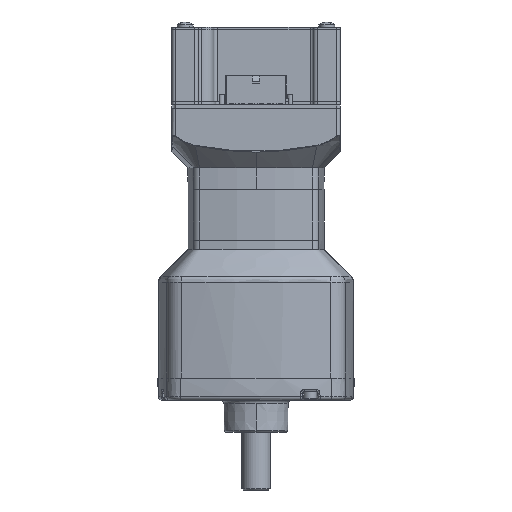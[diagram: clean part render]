
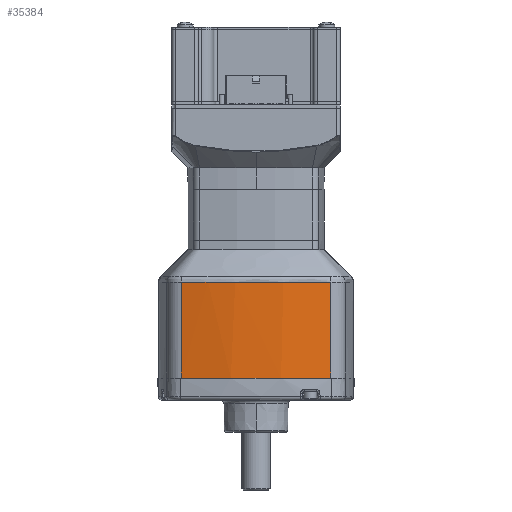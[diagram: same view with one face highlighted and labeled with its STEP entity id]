
A CAD part, front view. The second image highlights one B-rep face of the part: STEP entity #35384.
In plain terms, the highlighted cylindrical face has radius 148.082 mm (diameter 296.164 mm), a partial arc.
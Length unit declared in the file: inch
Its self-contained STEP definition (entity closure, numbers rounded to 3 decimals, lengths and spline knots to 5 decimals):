
#293 = CARTESIAN_POINT ( 'NONE',  ( 1.2508, -1.55627, -0.56235 ) ) ;
#2544 = CARTESIAN_POINT ( 'NONE',  ( -1.27082, -1.55181, -0.56238 ) ) ;
#3097 = CARTESIAN_POINT ( 'NONE',  ( -1.2975, -1.54578, -0.56299 ) ) ;
#3264 = ORIENTED_EDGE ( 'NONE', *, *, #28429, .F. ) ;
#5599 = CARTESIAN_POINT ( 'NONE',  ( 0.43394, -1.67993, -0.56155 ) ) ;
#5698 = EDGE_CURVE ( 'NONE', #23838, #24384, #13029, .T. ) ;
#6818 = DIRECTION ( 'NONE',  ( 0., 0., -1. ) ) ;
#7144 = AXIS2_PLACEMENT_3D ( 'NONE', #30010, #6818, #33921 ) ;
#7378 = LINE ( 'NONE', #8127, #26756 ) ;
#8127 = CARTESIAN_POINT ( 'NONE',  ( 1.2975, -1.54578, 4.2837 ) ) ;
#8189 = CARTESIAN_POINT ( 'NONE',  ( 1.29084, -1.5473, -0.56251 ) ) ;
#9024 = CARTESIAN_POINT ( 'NONE',  ( 1.2975, -1.54578, -0.56299 ) ) ;
#9332 = EDGE_CURVE ( 'NONE', #24384, #20602, #15741, .T. ) ;
#10706 = CARTESIAN_POINT ( 'NONE',  ( -1.29084, -1.5473, -0.56251 ) ) ;
#13029 = B_SPLINE_CURVE_WITH_KNOTS ( 'NONE', 3,
 ( #9024, #8189, #23570, #27832, #293, #44291, #35959, #16288, #47169, #31542, #48887, #39876, #5599, #14750, #43265, #13396, #21507, #13731, #35118, #29167, #39019, #25489, #13796, #2544, #24412, #10706, #33027 ),
 .UNSPECIFIED., .F., .F.,
 ( 4, 2, 1, 1, 2, 1, 2, 2, 2, 2, 2, 2, 1, 1, 2, 4 ),
 ( 0., 0.00052, 0.00104, 0.00208, 0.00416, 0.00833, 0.01249, 0.01665, 0.03331, 0.04996, 0.05829, 0.06245, 0.06454, 0.06558, 0.0661, 0.06662 ),
 .UNSPECIFIED. ) ;
#13396 = CARTESIAN_POINT ( 'NONE',  ( -0.43422, -1.6799, -0.56155 ) ) ;
#13731 = CARTESIAN_POINT ( 'NONE',  ( -0.86804, -1.62805, -0.56186 ) ) ;
#13796 = CARTESIAN_POINT ( 'NONE',  ( -1.2508, -1.55627, -0.56235 ) ) ;
#14750 = CARTESIAN_POINT ( 'NONE',  ( 0.21682, -1.69201, -0.56146 ) ) ;
#15741 = LINE ( 'NONE', #38368, #38821 ) ;
#16105 = CARTESIAN_POINT ( 'NONE',  ( 1.2975, -1.54578, -2.225 ) ) ;
#16288 = CARTESIAN_POINT ( 'NONE',  ( 1.08348, -1.5907, -0.56211 ) ) ;
#16457 = EDGE_LOOP ( 'NONE', ( #3264, #39805, #42784, #35936 ) ) ;
#20602 = VERTEX_POINT ( 'NONE', #45037 ) ;
#21507 = CARTESIAN_POINT ( 'NONE',  ( -0.75955, -1.64334, -0.56178 ) ) ;
#22548 = DIRECTION ( 'NONE',  ( 0., 0., -1. ) ) ;
#22620 = CIRCLE ( 'NONE', #7144, 5.83 ) ;
#23570 = CARTESIAN_POINT ( 'NONE',  ( 1.28417, -1.54881, -0.5624 ) ) ;
#23838 = VERTEX_POINT ( 'NONE', #27833 ) ;
#24384 = VERTEX_POINT ( 'NONE', #3097 ) ;
#24412 = CARTESIAN_POINT ( 'NONE',  ( -1.28417, -1.54881, -0.5624 ) ) ;
#25489 = CARTESIAN_POINT ( 'NONE',  ( -1.20404, -1.56643, -0.56228 ) ) ;
#26756 = VECTOR ( 'NONE', #46930, 39.37008 ) ;
#26811 = DIRECTION ( 'NONE',  ( 0., 0., -1. ) ) ;
#27832 = CARTESIAN_POINT ( 'NONE',  ( 1.27082, -1.55181, -0.56238 ) ) ;
#27833 = CARTESIAN_POINT ( 'NONE',  ( 1.2975, -1.54578, -0.56299 ) ) ;
#28429 = EDGE_CURVE ( 'NONE', #40979, #20602, #22620, .T. ) ;
#28978 = CYLINDRICAL_SURFACE ( 'NONE', #36385, 5.83 ) ;
#29167 = CARTESIAN_POINT ( 'NONE',  ( -1.08346, -1.5907, -0.56211 ) ) ;
#30010 = CARTESIAN_POINT ( 'NONE',  ( 0., 4.138, -2.225 ) ) ;
#30374 = DIRECTION ( 'NONE',  ( -1., 0., 0. ) ) ;
#31542 = CARTESIAN_POINT ( 'NONE',  ( 0.868, -1.62728, -0.56187 ) ) ;
#31900 = EDGE_CURVE ( 'NONE', #23838, #40979, #7378, .T. ) ;
#33027 = CARTESIAN_POINT ( 'NONE',  ( -1.2975, -1.54578, -0.56299 ) ) ;
#33921 = DIRECTION ( 'NONE',  ( -1., 0., 0. ) ) ;
#35118 = CARTESIAN_POINT ( 'NONE',  ( -1.02971, -1.6006, -0.56204 ) ) ;
#35384 = ADVANCED_FACE ( 'NONE', ( #49586 ), #28978, .T. ) ;
#35936 = ORIENTED_EDGE ( 'NONE', *, *, #9332, .T. ) ;
#35959 = CARTESIAN_POINT ( 'NONE',  ( 1.16389, -1.57471, -0.56222 ) ) ;
#36385 = AXIS2_PLACEMENT_3D ( 'NONE', #49706, #22548, #30374 ) ;
#38368 = CARTESIAN_POINT ( 'NONE',  ( -1.2975, -1.54578, 4.2837 ) ) ;
#38821 = VECTOR ( 'NONE', #26811, 39.37008 ) ;
#39019 = CARTESIAN_POINT ( 'NONE',  ( -1.16388, -1.57471, -0.56222 ) ) ;
#39805 = ORIENTED_EDGE ( 'NONE', *, *, #31900, .F. ) ;
#39876 = CARTESIAN_POINT ( 'NONE',  ( 0.70542, -1.64942, -0.56174 ) ) ;
#40979 = VERTEX_POINT ( 'NONE', #16105 ) ;
#42784 = ORIENTED_EDGE ( 'NONE', *, *, #5698, .T. ) ;
#43265 = CARTESIAN_POINT ( 'NONE',  ( -0.21725, -1.69199, -0.56146 ) ) ;
#44291 = CARTESIAN_POINT ( 'NONE',  ( 1.20404, -1.56643, -0.56228 ) ) ;
#45037 = CARTESIAN_POINT ( 'NONE',  ( -1.2975, -1.54578, -2.225 ) ) ;
#46930 = DIRECTION ( 'NONE',  ( 0., 0., -1. ) ) ;
#47169 = CARTESIAN_POINT ( 'NONE',  ( 0.97601, -1.6105, -0.56198 ) ) ;
#48887 = CARTESIAN_POINT ( 'NONE',  ( 0.75973, -1.64254, -0.56178 ) ) ;
#49586 = FACE_OUTER_BOUND ( 'NONE', #16457, .T. ) ;
#49706 = CARTESIAN_POINT ( 'NONE',  ( 0., 4.138, 4.2837 ) ) ;
